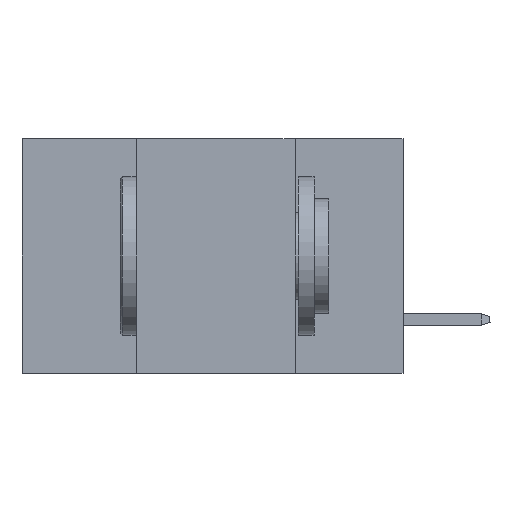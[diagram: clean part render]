
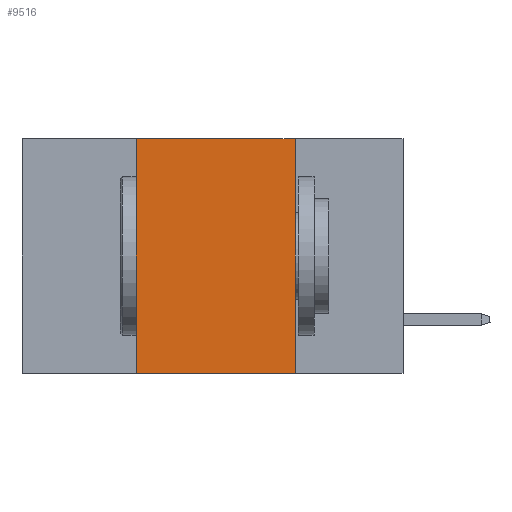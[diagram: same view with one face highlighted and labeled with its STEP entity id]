
A CAD part, left-side view. The second image highlights one B-rep face of the part: STEP entity #9516.
In plain terms, the highlighted planar face has unit normal (-1, 0, 0).
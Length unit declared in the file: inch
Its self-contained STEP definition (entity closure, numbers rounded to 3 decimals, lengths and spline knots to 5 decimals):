
#265 = EDGE_CURVE ( 'NONE', #15749, #15238, #20364, .T. ) ;
#633 = LINE ( 'NONE', #27267, #1881 ) ;
#1797 = VECTOR ( 'NONE', #13876, 39.37008 ) ;
#1881 = VECTOR ( 'NONE', #25071, 39.37008 ) ;
#2088 = EDGE_CURVE ( 'NONE', #15749, #17349, #633, .T. ) ;
#2462 = CARTESIAN_POINT ( 'NONE',  ( 0., 0.6, -0.37 ) ) ;
#3252 = EDGE_LOOP ( 'NONE', ( #28086, #15812, #5465, #18987 ) ) ;
#3347 = CARTESIAN_POINT ( 'NONE',  ( 0., 0.42, -0.37 ) ) ;
#5465 = ORIENTED_EDGE ( 'NONE', *, *, #2088, .F. ) ;
#6909 = LINE ( 'NONE', #13447, #24242 ) ;
#7253 = VECTOR ( 'NONE', #13543, 39.37008 ) ;
#9516 = ADVANCED_FACE ( 'NONE', ( #28133 ), #10292, .F. ) ;
#9814 = CARTESIAN_POINT ( 'NONE',  ( 0., 0.17, 0. ) ) ;
#10292 = PLANE ( 'NONE',  #18773 ) ;
#11034 = VERTEX_POINT ( 'NONE', #28515 ) ;
#13447 = CARTESIAN_POINT ( 'NONE',  ( 0., 0.6, 0. ) ) ;
#13543 = DIRECTION ( 'NONE',  ( 0., -1., 0. ) ) ;
#13876 = DIRECTION ( 'NONE',  ( 0., 0., -1. ) ) ;
#15238 = VERTEX_POINT ( 'NONE', #22452 ) ;
#15600 = DIRECTION ( 'NONE',  ( 0., -1., 0. ) ) ;
#15749 = VERTEX_POINT ( 'NONE', #3347 ) ;
#15812 = ORIENTED_EDGE ( 'NONE', *, *, #26420, .F. ) ;
#16046 = LINE ( 'NONE', #9814, #1797 ) ;
#16507 = EDGE_CURVE ( 'NONE', #11034, #15238, #16046, .T. ) ;
#17223 = CARTESIAN_POINT ( 'NONE',  ( 0., 0.6, 0. ) ) ;
#17349 = VERTEX_POINT ( 'NONE', #20337 ) ;
#18773 = AXIS2_PLACEMENT_3D ( 'NONE', #17223, #23795, #25826 ) ;
#18987 = ORIENTED_EDGE ( 'NONE', *, *, #265, .T. ) ;
#20337 = CARTESIAN_POINT ( 'NONE',  ( 0., 0.42, 0. ) ) ;
#20364 = LINE ( 'NONE', #2462, #7253 ) ;
#22452 = CARTESIAN_POINT ( 'NONE',  ( 0., 0.17, -0.37 ) ) ;
#23795 = DIRECTION ( 'NONE',  ( 1., 0., 0. ) ) ;
#24242 = VECTOR ( 'NONE', #15600, 39.37008 ) ;
#25071 = DIRECTION ( 'NONE',  ( 0., 0., 1. ) ) ;
#25826 = DIRECTION ( 'NONE',  ( 0., 0., -1. ) ) ;
#26420 = EDGE_CURVE ( 'NONE', #17349, #11034, #6909, .T. ) ;
#27267 = CARTESIAN_POINT ( 'NONE',  ( 0., 0.42, 0. ) ) ;
#28086 = ORIENTED_EDGE ( 'NONE', *, *, #16507, .F. ) ;
#28133 = FACE_OUTER_BOUND ( 'NONE', #3252, .T. ) ;
#28515 = CARTESIAN_POINT ( 'NONE',  ( 0., 0.17, 0. ) ) ;
